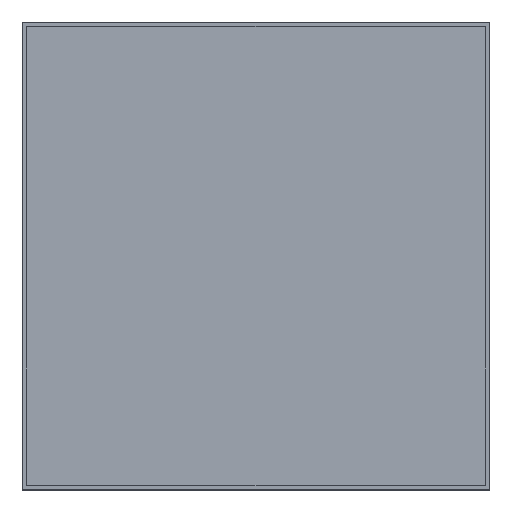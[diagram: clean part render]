
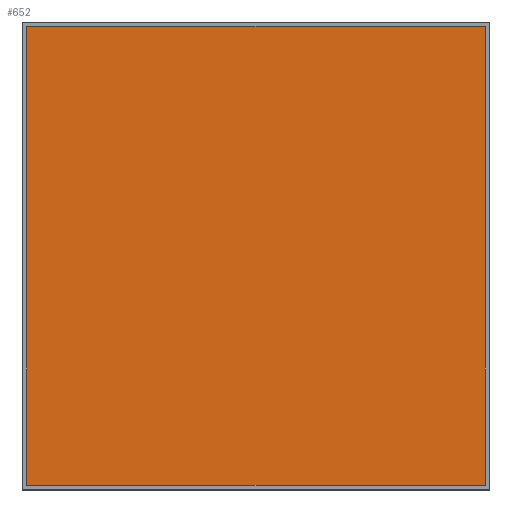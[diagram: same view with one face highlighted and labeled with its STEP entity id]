
A CAD part, top view. The second image highlights one B-rep face of the part: STEP entity #652.
In plain terms, the highlighted planar face has unit normal (0, 0, 1).
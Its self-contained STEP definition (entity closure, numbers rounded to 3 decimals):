
#282 = PLANE('',#283);
#283 = AXIS2_PLACEMENT_3D('',#284,#285,#286);
#284 = CARTESIAN_POINT('',(-105.,-105.,-48.5));
#285 = DIRECTION('',(0.,1.,0.));
#286 = DIRECTION('',(0.,0.,1.));
#308 = PLANE('',#309);
#309 = AXIS2_PLACEMENT_3D('',#310,#311,#312);
#310 = CARTESIAN_POINT('',(-105.,-105.,-48.5));
#311 = DIRECTION('',(1.,0.,0.));
#312 = DIRECTION('',(0.,0.,1.));
#334 = PLANE('',#335);
#335 = AXIS2_PLACEMENT_3D('',#336,#337,#338);
#336 = CARTESIAN_POINT('',(-105.,105.,-48.5));
#337 = DIRECTION('',(0.,1.,0.));
#338 = DIRECTION('',(0.,0.,1.));
#358 = PLANE('',#359);
#359 = AXIS2_PLACEMENT_3D('',#360,#361,#362);
#360 = CARTESIAN_POINT('',(105.,-105.,-48.5));
#361 = DIRECTION('',(1.,0.,0.));
#362 = DIRECTION('',(0.,0.,1.));
#456 = VERTEX_POINT('',#457);
#457 = CARTESIAN_POINT('',(105.,-105.,-48.5));
#478 = EDGE_CURVE('',#479,#456,#481,.T.);
#479 = VERTEX_POINT('',#480);
#480 = CARTESIAN_POINT('',(-105.,-105.,-48.5));
#481 = SURFACE_CURVE('',#482,(#486,#493),.PCURVE_S1.);
#482 = LINE('',#483,#484);
#483 = CARTESIAN_POINT('',(-105.,-105.,-48.5));
#484 = VECTOR('',#485,1.);
#485 = DIRECTION('',(1.,0.,0.));
#486 = PCURVE('',#282,#487);
#487 = DEFINITIONAL_REPRESENTATION('',(#488),#492);
#488 = LINE('',#489,#490);
#489 = CARTESIAN_POINT('',(0.,0.));
#490 = VECTOR('',#491,1.);
#491 = DIRECTION('',(0.,1.));
#492 = ( GEOMETRIC_REPRESENTATION_CONTEXT(2) 
PARAMETRIC_REPRESENTATION_CONTEXT() REPRESENTATION_CONTEXT('2D SPACE',''
  ) );
#493 = PCURVE('',#494,#499);
#494 = PLANE('',#495);
#495 = AXIS2_PLACEMENT_3D('',#496,#497,#498);
#496 = CARTESIAN_POINT('',(-105.,-105.,-48.5));
#497 = DIRECTION('',(0.,0.,1.));
#498 = DIRECTION('',(1.,0.,0.));
#499 = DEFINITIONAL_REPRESENTATION('',(#500),#504);
#500 = LINE('',#501,#502);
#501 = CARTESIAN_POINT('',(0.,0.));
#502 = VECTOR('',#503,1.);
#503 = DIRECTION('',(1.,0.));
#504 = ( GEOMETRIC_REPRESENTATION_CONTEXT(2) 
PARAMETRIC_REPRESENTATION_CONTEXT() REPRESENTATION_CONTEXT('2D SPACE',''
  ) );
#532 = EDGE_CURVE('',#456,#533,#535,.T.);
#533 = VERTEX_POINT('',#534);
#534 = CARTESIAN_POINT('',(105.,105.,-48.5));
#535 = SURFACE_CURVE('',#536,(#540,#547),.PCURVE_S1.);
#536 = LINE('',#537,#538);
#537 = CARTESIAN_POINT('',(105.,-105.,-48.5));
#538 = VECTOR('',#539,1.);
#539 = DIRECTION('',(0.,1.,0.));
#540 = PCURVE('',#358,#541);
#541 = DEFINITIONAL_REPRESENTATION('',(#542),#546);
#542 = LINE('',#543,#544);
#543 = CARTESIAN_POINT('',(0.,0.));
#544 = VECTOR('',#545,1.);
#545 = DIRECTION('',(0.,-1.));
#546 = ( GEOMETRIC_REPRESENTATION_CONTEXT(2) 
PARAMETRIC_REPRESENTATION_CONTEXT() REPRESENTATION_CONTEXT('2D SPACE',''
  ) );
#547 = PCURVE('',#494,#548);
#548 = DEFINITIONAL_REPRESENTATION('',(#549),#553);
#549 = LINE('',#550,#551);
#550 = CARTESIAN_POINT('',(210.,0.));
#551 = VECTOR('',#552,1.);
#552 = DIRECTION('',(0.,1.));
#553 = ( GEOMETRIC_REPRESENTATION_CONTEXT(2) 
PARAMETRIC_REPRESENTATION_CONTEXT() REPRESENTATION_CONTEXT('2D SPACE',''
  ) );
#581 = EDGE_CURVE('',#582,#533,#584,.T.);
#582 = VERTEX_POINT('',#583);
#583 = CARTESIAN_POINT('',(-105.,105.,-48.5));
#584 = SURFACE_CURVE('',#585,(#589,#596),.PCURVE_S1.);
#585 = LINE('',#586,#587);
#586 = CARTESIAN_POINT('',(-105.,105.,-48.5));
#587 = VECTOR('',#588,1.);
#588 = DIRECTION('',(1.,0.,0.));
#589 = PCURVE('',#334,#590);
#590 = DEFINITIONAL_REPRESENTATION('',(#591),#595);
#591 = LINE('',#592,#593);
#592 = CARTESIAN_POINT('',(0.,0.));
#593 = VECTOR('',#594,1.);
#594 = DIRECTION('',(0.,1.));
#595 = ( GEOMETRIC_REPRESENTATION_CONTEXT(2) 
PARAMETRIC_REPRESENTATION_CONTEXT() REPRESENTATION_CONTEXT('2D SPACE',''
  ) );
#596 = PCURVE('',#494,#597);
#597 = DEFINITIONAL_REPRESENTATION('',(#598),#602);
#598 = LINE('',#599,#600);
#599 = CARTESIAN_POINT('',(0.,210.));
#600 = VECTOR('',#601,1.);
#601 = DIRECTION('',(1.,0.));
#602 = ( GEOMETRIC_REPRESENTATION_CONTEXT(2) 
PARAMETRIC_REPRESENTATION_CONTEXT() REPRESENTATION_CONTEXT('2D SPACE',''
  ) );
#630 = EDGE_CURVE('',#479,#582,#631,.T.);
#631 = SURFACE_CURVE('',#632,(#636,#643),.PCURVE_S1.);
#632 = LINE('',#633,#634);
#633 = CARTESIAN_POINT('',(-105.,-105.,-48.5));
#634 = VECTOR('',#635,1.);
#635 = DIRECTION('',(0.,1.,0.));
#636 = PCURVE('',#308,#637);
#637 = DEFINITIONAL_REPRESENTATION('',(#638),#642);
#638 = LINE('',#639,#640);
#639 = CARTESIAN_POINT('',(0.,0.));
#640 = VECTOR('',#641,1.);
#641 = DIRECTION('',(0.,-1.));
#642 = ( GEOMETRIC_REPRESENTATION_CONTEXT(2) 
PARAMETRIC_REPRESENTATION_CONTEXT() REPRESENTATION_CONTEXT('2D SPACE',''
  ) );
#643 = PCURVE('',#494,#644);
#644 = DEFINITIONAL_REPRESENTATION('',(#645),#649);
#645 = LINE('',#646,#647);
#646 = CARTESIAN_POINT('',(0.,0.));
#647 = VECTOR('',#648,1.);
#648 = DIRECTION('',(0.,1.));
#649 = ( GEOMETRIC_REPRESENTATION_CONTEXT(2) 
PARAMETRIC_REPRESENTATION_CONTEXT() REPRESENTATION_CONTEXT('2D SPACE',''
  ) );
#652 = ADVANCED_FACE('',(#653),#494,.T.);
#653 = FACE_BOUND('',#654,.T.);
#654 = EDGE_LOOP('',(#655,#656,#657,#658));
#655 = ORIENTED_EDGE('',*,*,#630,.F.);
#656 = ORIENTED_EDGE('',*,*,#478,.T.);
#657 = ORIENTED_EDGE('',*,*,#532,.T.);
#658 = ORIENTED_EDGE('',*,*,#581,.F.);
